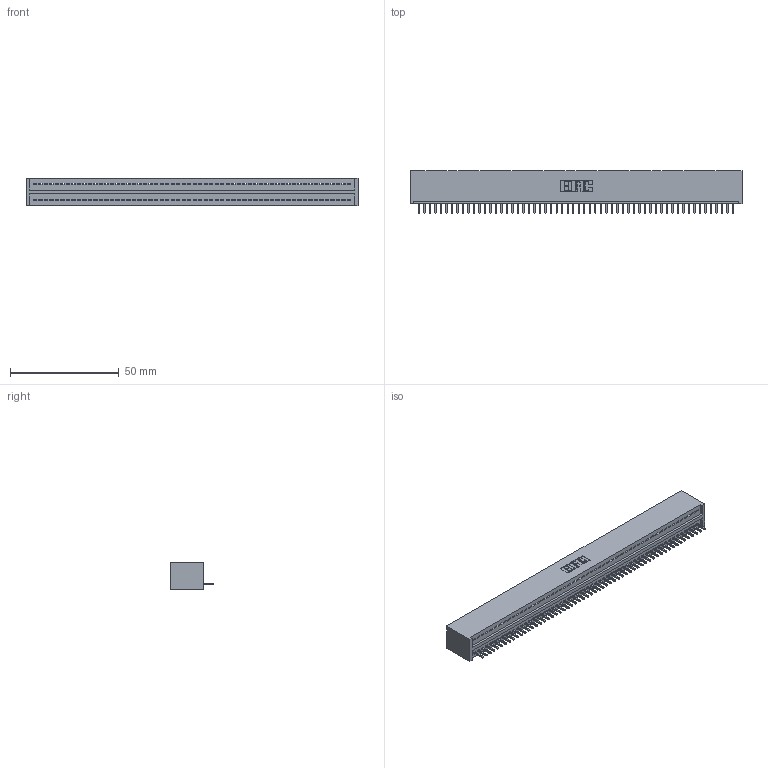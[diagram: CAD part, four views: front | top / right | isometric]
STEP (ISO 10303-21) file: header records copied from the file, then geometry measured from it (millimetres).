
FILE_DESCRIPTION (( 'STEP AP203' ), '1' );
FILE_NAME ('325-058-520-101.STEP', '2020-02-25T01:56:08', ( '' ), ( '' ), 'SwSTEP 2.0', 'SolidWorks 2016', '' );
FILE_SCHEMA (( 'CONFIG_CONTROL_DESIGN' ));
Length unit declared in the file: inch
Products named in the file (3): 325-058-520-101; 325 Part_Lugless; 325-292-001_325-293-120
Assembly tree (59 placements, depth 2):
  325-058-520-101
    325 Part_Lugless
    325-292-001_325-293-120  x58
Bounding box: 152.96 x 19.68 x 12.45 mm (x, y, z)
Volume: 19965.7 mm3; surface area: 21964.5 mm2
Topology: 59 solids, 59 shells, 3470 faces, 10495 edges, 6918 vertices
Faces by surface type: plane 2502, cylinder 968
Entity records: 33129 total; most frequent: CARTESIAN_POINT 5720, ORIENTED_EDGE 5714, DIRECTION 4785, EDGE_CURVE 2857, VECTOR 2737, LINE 2737, VERTEX_POINT 1902, AXIS2_PLACEMENT_3D 1024
